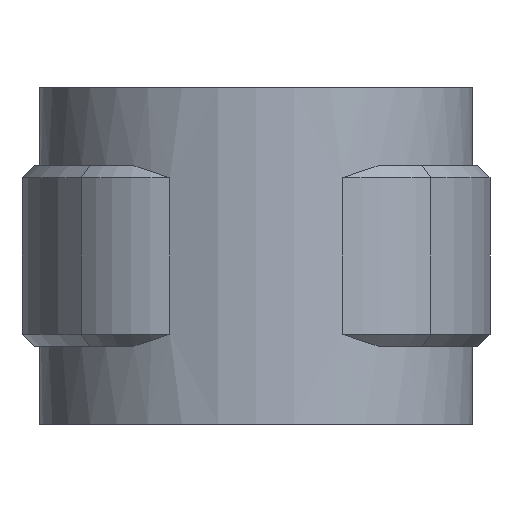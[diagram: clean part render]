
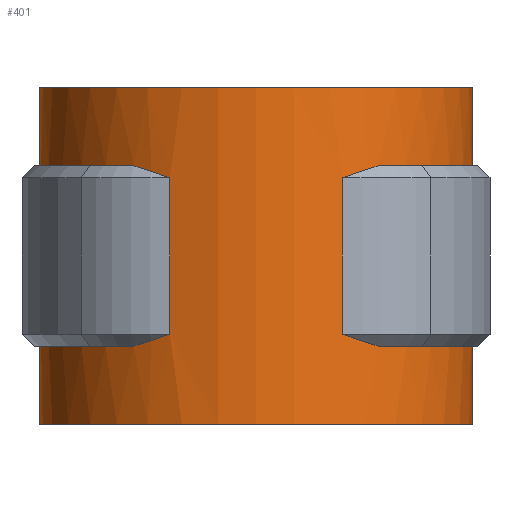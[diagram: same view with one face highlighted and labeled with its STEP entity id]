
A CAD part, front view. The second image highlights one B-rep face of the part: STEP entity #401.
In plain terms, the highlighted cylindrical face has radius 18.035 mm (diameter 36.07 mm), a partial arc.
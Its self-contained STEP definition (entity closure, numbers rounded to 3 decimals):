
#401 = ADVANCED_FACE( '', ( #688 ), #689, .T. );
#688 = FACE_OUTER_BOUND( '', #1530, .T. );
#689 = CYLINDRICAL_SURFACE( '', #1531, 18.035 );
#1530 = EDGE_LOOP( '', ( #3566, #3567, #3568, #3569, #3570, #3571, #3572, #3573, #3574, #3575, #3576, #3577, #3578, #3579, #3580, #3581 ) );
#1531 = AXIS2_PLACEMENT_3D( '', #3582, #3583, #3584 );
#3566 = ORIENTED_EDGE( '', *, *, #4615, .F. );
#3567 = ORIENTED_EDGE( '', *, *, #4616, .T. );
#3568 = ORIENTED_EDGE( '', *, *, #4617, .T. );
#3569 = ORIENTED_EDGE( '', *, *, #4618, .T. );
#3570 = ORIENTED_EDGE( '', *, *, #4619, .T. );
#3571 = ORIENTED_EDGE( '', *, *, #4610, .T. );
#3572 = ORIENTED_EDGE( '', *, *, #4620, .T. );
#3573 = ORIENTED_EDGE( '', *, *, #4465, .F. );
#3574 = ORIENTED_EDGE( '', *, *, #4621, .T. );
#3575 = ORIENTED_EDGE( '', *, *, #4622, .T. );
#3576 = ORIENTED_EDGE( '', *, *, #4623, .T. );
#3577 = ORIENTED_EDGE( '', *, *, #4624, .T. );
#3578 = ORIENTED_EDGE( '', *, *, #4625, .F. );
#3579 = ORIENTED_EDGE( '', *, *, #4468, .F. );
#3580 = ORIENTED_EDGE( '', *, *, #4603, .F. );
#3581 = ORIENTED_EDGE( '', *, *, #4608, .T. );
#3582 = CARTESIAN_POINT( '', ( 0., 0., -26.5 ) );
#3583 = DIRECTION( '', ( 0., 0., -1. ) );
#3584 = DIRECTION( '', ( 0., -1., 0. ) );
#4465 = EDGE_CURVE( '', #5065, #5067, #5068, .T. );
#4468 = EDGE_CURVE( '', #5070, #5057, #5072, .T. );
#4603 = EDGE_CURVE( '', #5298, #5070, #5300, .T. );
#4608 = EDGE_CURVE( '', #5298, #5306, #5309, .T. );
#4610 = EDGE_CURVE( '', #5312, #5310, #5313, .T. );
#4615 = EDGE_CURVE( '', #5321, #5306, #5322, .T. );
#4616 = EDGE_CURVE( '', #5321, #5323, #5324, .T. );
#4617 = EDGE_CURVE( '', #5323, #5325, #5326, .T. );
#4618 = EDGE_CURVE( '', #5325, #5327, #5328, .T. );
#4619 = EDGE_CURVE( '', #5327, #5312, #5329, .T. );
#4620 = EDGE_CURVE( '', #5310, #5067, #5330, .T. );
#4621 = EDGE_CURVE( '', #5065, #5331, #5332, .T. );
#4622 = EDGE_CURVE( '', #5331, #5333, #5334, .T. );
#4623 = EDGE_CURVE( '', #5333, #5335, #5336, .F. );
#4624 = EDGE_CURVE( '', #5335, #5337, #5338, .T. );
#4625 = EDGE_CURVE( '', #5057, #5337, #5339, .T. );
#5057 = VERTEX_POINT( '', #6615 );
#5065 = VERTEX_POINT( '', #6631 );
#5067 = VERTEX_POINT( '', #6634 );
#5068 = LINE( '', #6635, #6636 );
#5070 = VERTEX_POINT( '', #6639 );
#5072 = LINE( '', #6642, #6643 );
#5298 = VERTEX_POINT( '', #7600 );
#5300 = CIRCLE( '', #7603, 18.035 );
#5306 = VERTEX_POINT( '', #7610 );
#5309 = LINE( '', #7614, #7615 );
#5310 = VERTEX_POINT( '', #7616 );
#5312 = VERTEX_POINT( '', #7619 );
#5313 = LINE( '', #7620, #7621 );
#5321 = VERTEX_POINT( '', #7637 );
#5322 = CIRCLE( '', #7638, 18.035 );
#5323 = VERTEX_POINT( '', #7639 );
#5324 = B_SPLINE_CURVE_WITH_KNOTS( '', 3, ( #7640, #7641, #7642, #7643 ), .UNSPECIFIED., .F., .F., ( 4, 4 ), ( 0., 0.004 ), .UNSPECIFIED. );
#5325 = VERTEX_POINT( '', #7644 );
#5326 = LINE( '', #7645, #7646 );
#5327 = VERTEX_POINT( '', #7647 );
#5328 = B_SPLINE_CURVE_WITH_KNOTS( '', 3, ( #7648, #7649, #7650, #7651 ), .UNSPECIFIED., .F., .F., ( 4, 4 ), ( 0., 0.004 ), .UNSPECIFIED. );
#5329 = CIRCLE( '', #7652, 18.035 );
#5330 = CIRCLE( '', #7653, 18.035 );
#5331 = VERTEX_POINT( '', #7654 );
#5332 = CIRCLE( '', #7655, 18.035 );
#5333 = VERTEX_POINT( '', #7656 );
#5334 = B_SPLINE_CURVE_WITH_KNOTS( '', 3, ( #7657, #7658, #7659, #7660 ), .UNSPECIFIED., .F., .F., ( 4, 4 ), ( 0., 0.004 ), .UNSPECIFIED. );
#5335 = VERTEX_POINT( '', #7661 );
#5336 = LINE( '', #7662, #7663 );
#5337 = VERTEX_POINT( '', #7664 );
#5338 = B_SPLINE_CURVE_WITH_KNOTS( '', 3, ( #7665, #7666, #7667, #7668 ), .UNSPECIFIED., .F., .F., ( 4, 4 ), ( 0., 0.004 ), .UNSPECIFIED. );
#5339 = CIRCLE( '', #7669, 18.035 );
#6615 = CARTESIAN_POINT( '', ( -6.1, 16.972, -20. ) );
#6631 = CARTESIAN_POINT( '', ( -6.1, 16.972, -5. ) );
#6634 = CARTESIAN_POINT( '', ( -6.1, 16.972, 1.5 ) );
#6635 = CARTESIAN_POINT( '', ( -6.1, 16.972, -26.5 ) );
#6636 = VECTOR( '', #8337, 1000. );
#6639 = CARTESIAN_POINT( '', ( -6.1, 16.972, -26.5 ) );
#6642 = CARTESIAN_POINT( '', ( -6.1, 16.972, -26.5 ) );
#6643 = VECTOR( '', #8340, 1000. );
#7600 = CARTESIAN_POINT( '', ( 6.1, 16.972, -26.5 ) );
#7603 = AXIS2_PLACEMENT_3D( '', #8479, #8480, #8481 );
#7610 = CARTESIAN_POINT( '', ( 6.1, 16.972, -20. ) );
#7614 = CARTESIAN_POINT( '', ( 6.1, 16.972, -26.5 ) );
#7615 = VECTOR( '', #8490, 1000. );
#7616 = CARTESIAN_POINT( '', ( 6.1, 16.972, 1.5 ) );
#7619 = CARTESIAN_POINT( '', ( 6.1, 16.972, -5. ) );
#7620 = CARTESIAN_POINT( '', ( 6.1, 16.972, -26.5 ) );
#7621 = VECTOR( '', #8492, 1000. );
#7637 = CARTESIAN_POINT( '', ( 10.17, -14.894, -20. ) );
#7638 = AXIS2_PLACEMENT_3D( '', #8495, #8496, #8497 );
#7639 = CARTESIAN_POINT( '', ( 7.172, -16.547, -19. ) );
#7640 = CARTESIAN_POINT( '', ( 10.17, -14.894, -20. ) );
#7641 = CARTESIAN_POINT( '', ( 9.206, -15.553, -19.74 ) );
#7642 = CARTESIAN_POINT( '', ( 8.207, -16.099, -19.398 ) );
#7643 = CARTESIAN_POINT( '', ( 7.172, -16.547, -19. ) );
#7644 = CARTESIAN_POINT( '', ( 7.172, -16.547, -6. ) );
#7645 = CARTESIAN_POINT( '', ( 7.172, -16.547, -12.5 ) );
#7646 = VECTOR( '', #8498, 1000. );
#7647 = CARTESIAN_POINT( '', ( 10.17, -14.894, -5. ) );
#7648 = CARTESIAN_POINT( '', ( 7.172, -16.547, -6. ) );
#7649 = CARTESIAN_POINT( '', ( 8.207, -16.099, -5.602 ) );
#7650 = CARTESIAN_POINT( '', ( 9.206, -15.553, -5.26 ) );
#7651 = CARTESIAN_POINT( '', ( 10.17, -14.894, -5. ) );
#7652 = AXIS2_PLACEMENT_3D( '', #8499, #8500, #8501 );
#7653 = AXIS2_PLACEMENT_3D( '', #8502, #8503, #8504 );
#7654 = CARTESIAN_POINT( '', ( -10.17, -14.894, -5. ) );
#7655 = AXIS2_PLACEMENT_3D( '', #8505, #8506, #8507 );
#7656 = CARTESIAN_POINT( '', ( -7.172, -16.547, -6. ) );
#7657 = CARTESIAN_POINT( '', ( -10.17, -14.894, -5. ) );
#7658 = CARTESIAN_POINT( '', ( -9.206, -15.553, -5.26 ) );
#7659 = CARTESIAN_POINT( '', ( -8.207, -16.099, -5.602 ) );
#7660 = CARTESIAN_POINT( '', ( -7.172, -16.547, -6. ) );
#7661 = CARTESIAN_POINT( '', ( -7.172, -16.547, -19. ) );
#7662 = CARTESIAN_POINT( '', ( -7.172, -16.547, -12.5 ) );
#7663 = VECTOR( '', #8508, 1000. );
#7664 = CARTESIAN_POINT( '', ( -10.17, -14.894, -20. ) );
#7665 = CARTESIAN_POINT( '', ( -7.172, -16.547, -19. ) );
#7666 = CARTESIAN_POINT( '', ( -8.207, -16.099, -19.398 ) );
#7667 = CARTESIAN_POINT( '', ( -9.206, -15.553, -19.74 ) );
#7668 = CARTESIAN_POINT( '', ( -10.17, -14.894, -20. ) );
#7669 = AXIS2_PLACEMENT_3D( '', #8509, #8510, #8511 );
#8337 = DIRECTION( '', ( 0., 0., 1. ) );
#8340 = DIRECTION( '', ( 0., 0., 1. ) );
#8479 = CARTESIAN_POINT( '', ( 0., 0., -26.5 ) );
#8480 = DIRECTION( '', ( 0., 0., -1. ) );
#8481 = DIRECTION( '', ( 1., 0., 0. ) );
#8490 = DIRECTION( '', ( 0., 0., 1. ) );
#8492 = DIRECTION( '', ( 0., 0., 1. ) );
#8495 = CARTESIAN_POINT( '', ( 0., 0., -20. ) );
#8496 = DIRECTION( '', ( 0., 0., 1. ) );
#8497 = DIRECTION( '', ( 1., 0., 0. ) );
#8498 = DIRECTION( '', ( 0., 0., 1. ) );
#8499 = CARTESIAN_POINT( '', ( 0., 0., -5. ) );
#8500 = DIRECTION( '', ( 0., 0., 1. ) );
#8501 = DIRECTION( '', ( 1., 0., 0. ) );
#8502 = CARTESIAN_POINT( '', ( 0., 0., 1.5 ) );
#8503 = DIRECTION( '', ( 0., 0., -1. ) );
#8504 = DIRECTION( '', ( 1., 0., 0. ) );
#8505 = CARTESIAN_POINT( '', ( 0., 0., -5. ) );
#8506 = DIRECTION( '', ( 0., 0., 1. ) );
#8507 = DIRECTION( '', ( 1., 0., 0. ) );
#8508 = DIRECTION( '', ( 0., 0., 1. ) );
#8509 = CARTESIAN_POINT( '', ( 0., 0., -20. ) );
#8510 = DIRECTION( '', ( 0., 0., 1. ) );
#8511 = DIRECTION( '', ( 1., 0., 0. ) );
